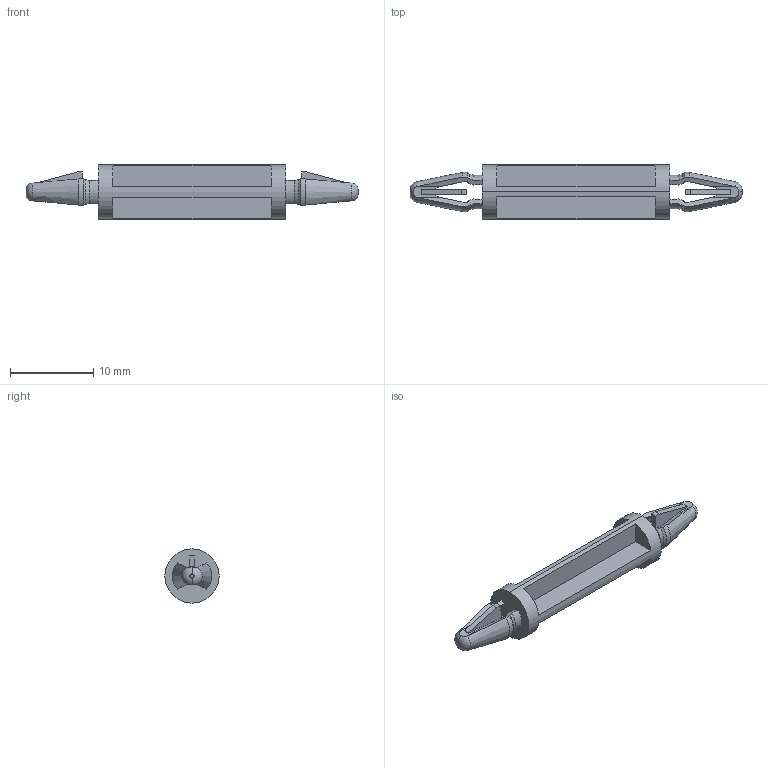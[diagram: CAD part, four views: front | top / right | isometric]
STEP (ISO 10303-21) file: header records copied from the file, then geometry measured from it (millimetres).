
FILE_DESCRIPTION (( 'STEP AP203' ), '1' );
FILE_NAME ('DISTANS SERISI - KYD 611.STEP', '2018-11-26T14:25:28', ( 'user' ), ( '' ), 'SwSTEP 2.0', 'SolidWorks 2016', '' );
FILE_SCHEMA (( 'CONFIG_CONTROL_DESIGN' ));
Length unit declared in the file: millimetre
Products named in the file (1): DISTANS SERISI - KYD 611
Bounding box: 39.78 x 6.5 x 6.5 mm (x, y, z)
Volume: 453.2 mm3; surface area: 958.3 mm2
Topology: 1 solids, 1 shells, 132 faces, 374 edges, 244 vertices
Faces by surface type: plane 46, bspline 44, cylinder 18, cone 16, torus 8
Entity records: 5361 total; most frequent: CARTESIAN_POINT 2225, ORIENTED_EDGE 740, DIRECTION 508, EDGE_CURVE 370, VERTEX_POINT 244, AXIS2_PLACEMENT_3D 193, B_SPLINE_CURVE_WITH_KNOTS 140, EDGE_LOOP 140
